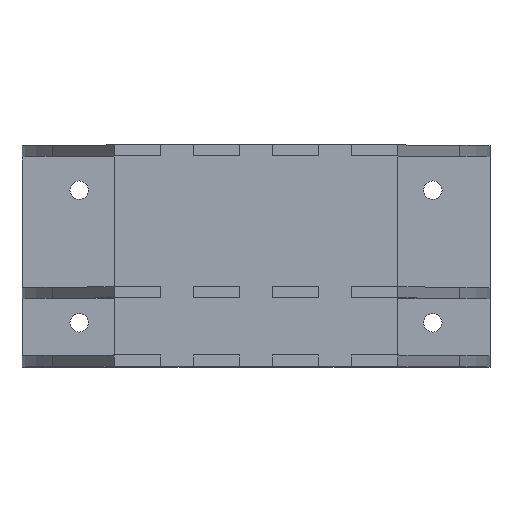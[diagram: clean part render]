
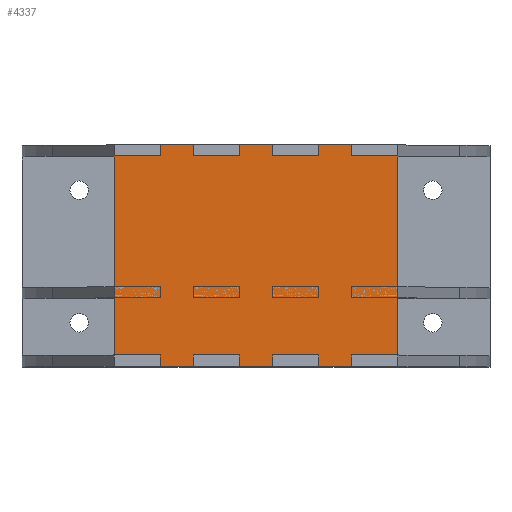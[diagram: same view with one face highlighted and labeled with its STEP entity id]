
A CAD part, top view. The second image highlights one B-rep face of the part: STEP entity #4337.
In plain terms, the highlighted planar face has unit normal (0, 0, 1).
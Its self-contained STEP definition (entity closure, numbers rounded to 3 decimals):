
#151=PLANE('',#4635);
#355=FACE_OUTER_BOUND('',#585,.T.);
#585=EDGE_LOOP('',(#3379,#3380,#3381,#3382,#3383,#3384,#3385,#3386,#3387,
#3388,#3389,#3390,#3391,#3392,#3393,#3394,#3395,#3396,#3397,#3398,#3399,
#3400,#3401,#3402,#3403,#3404,#3405,#3406));
#869=LINE('',#6223,#1449);
#873=LINE('',#6231,#1453);
#876=LINE('',#6237,#1456);
#879=LINE('',#6243,#1459);
#882=LINE('',#6249,#1462);
#885=LINE('',#6255,#1465);
#888=LINE('',#6261,#1468);
#891=LINE('',#6267,#1471);
#894=LINE('',#6273,#1474);
#897=LINE('',#6279,#1477);
#900=LINE('',#6285,#1480);
#903=LINE('',#6291,#1483);
#906=LINE('',#6297,#1486);
#909=LINE('',#6303,#1489);
#912=LINE('',#6309,#1492);
#915=LINE('',#6315,#1495);
#918=LINE('',#6321,#1498);
#921=LINE('',#6327,#1501);
#924=LINE('',#6333,#1504);
#927=LINE('',#6339,#1507);
#930=LINE('',#6345,#1510);
#933=LINE('',#6351,#1513);
#936=LINE('',#6357,#1516);
#939=LINE('',#6363,#1519);
#942=LINE('',#6369,#1522);
#945=LINE('',#6375,#1525);
#948=LINE('',#6381,#1528);
#951=LINE('',#6386,#1531);
#1449=VECTOR('',#5071,10.);
#1453=VECTOR('',#5077,10.);
#1456=VECTOR('',#5082,10.);
#1459=VECTOR('',#5087,10.);
#1462=VECTOR('',#5092,10.);
#1465=VECTOR('',#5097,10.);
#1468=VECTOR('',#5102,10.);
#1471=VECTOR('',#5107,10.);
#1474=VECTOR('',#5112,10.);
#1477=VECTOR('',#5117,10.);
#1480=VECTOR('',#5122,10.);
#1483=VECTOR('',#5127,10.);
#1486=VECTOR('',#5132,10.);
#1489=VECTOR('',#5137,10.);
#1492=VECTOR('',#5142,10.);
#1495=VECTOR('',#5147,10.);
#1498=VECTOR('',#5152,10.);
#1501=VECTOR('',#5157,10.);
#1504=VECTOR('',#5162,10.);
#1507=VECTOR('',#5167,10.);
#1510=VECTOR('',#5172,10.);
#1513=VECTOR('',#5177,10.);
#1516=VECTOR('',#5182,10.);
#1519=VECTOR('',#5187,10.);
#1522=VECTOR('',#5192,10.);
#1525=VECTOR('',#5197,10.);
#1528=VECTOR('',#5202,10.);
#1531=VECTOR('',#5207,10.);
#2043=VERTEX_POINT('',#6221);
#2044=VERTEX_POINT('',#6222);
#2047=VERTEX_POINT('',#6230);
#2049=VERTEX_POINT('',#6236);
#2051=VERTEX_POINT('',#6242);
#2053=VERTEX_POINT('',#6248);
#2055=VERTEX_POINT('',#6254);
#2057=VERTEX_POINT('',#6260);
#2059=VERTEX_POINT('',#6266);
#2061=VERTEX_POINT('',#6272);
#2063=VERTEX_POINT('',#6278);
#2065=VERTEX_POINT('',#6284);
#2067=VERTEX_POINT('',#6290);
#2069=VERTEX_POINT('',#6296);
#2071=VERTEX_POINT('',#6302);
#2073=VERTEX_POINT('',#6308);
#2075=VERTEX_POINT('',#6314);
#2077=VERTEX_POINT('',#6320);
#2079=VERTEX_POINT('',#6326);
#2081=VERTEX_POINT('',#6332);
#2083=VERTEX_POINT('',#6338);
#2085=VERTEX_POINT('',#6344);
#2087=VERTEX_POINT('',#6350);
#2089=VERTEX_POINT('',#6356);
#2091=VERTEX_POINT('',#6362);
#2093=VERTEX_POINT('',#6368);
#2095=VERTEX_POINT('',#6374);
#2097=VERTEX_POINT('',#6380);
#2505=EDGE_CURVE('',#2043,#2044,#869,.T.);
#2509=EDGE_CURVE('',#2047,#2044,#873,.T.);
#2512=EDGE_CURVE('',#2049,#2047,#876,.T.);
#2515=EDGE_CURVE('',#2051,#2049,#879,.T.);
#2518=EDGE_CURVE('',#2053,#2051,#882,.T.);
#2521=EDGE_CURVE('',#2053,#2055,#885,.T.);
#2524=EDGE_CURVE('',#2057,#2055,#888,.T.);
#2527=EDGE_CURVE('',#2059,#2057,#891,.T.);
#2530=EDGE_CURVE('',#2061,#2059,#894,.T.);
#2533=EDGE_CURVE('',#2061,#2063,#897,.T.);
#2536=EDGE_CURVE('',#2065,#2063,#900,.T.);
#2539=EDGE_CURVE('',#2067,#2065,#903,.T.);
#2542=EDGE_CURVE('',#2069,#2067,#906,.T.);
#2545=EDGE_CURVE('',#2069,#2071,#909,.T.);
#2548=EDGE_CURVE('',#2073,#2071,#912,.T.);
#2551=EDGE_CURVE('',#2075,#2073,#915,.T.);
#2554=EDGE_CURVE('',#2075,#2077,#918,.T.);
#2557=EDGE_CURVE('',#2077,#2079,#921,.T.);
#2560=EDGE_CURVE('',#2081,#2079,#924,.T.);
#2563=EDGE_CURVE('',#2081,#2083,#927,.T.);
#2566=EDGE_CURVE('',#2083,#2085,#930,.T.);
#2569=EDGE_CURVE('',#2085,#2087,#933,.T.);
#2572=EDGE_CURVE('',#2089,#2087,#936,.T.);
#2575=EDGE_CURVE('',#2089,#2091,#939,.T.);
#2578=EDGE_CURVE('',#2091,#2093,#942,.T.);
#2581=EDGE_CURVE('',#2095,#2093,#945,.T.);
#2584=EDGE_CURVE('',#2097,#2095,#948,.T.);
#2587=EDGE_CURVE('',#2043,#2097,#951,.T.);
#3379=ORIENTED_EDGE('',*,*,#2587,.F.);
#3380=ORIENTED_EDGE('',*,*,#2505,.T.);
#3381=ORIENTED_EDGE('',*,*,#2509,.F.);
#3382=ORIENTED_EDGE('',*,*,#2512,.F.);
#3383=ORIENTED_EDGE('',*,*,#2515,.F.);
#3384=ORIENTED_EDGE('',*,*,#2518,.F.);
#3385=ORIENTED_EDGE('',*,*,#2521,.T.);
#3386=ORIENTED_EDGE('',*,*,#2524,.F.);
#3387=ORIENTED_EDGE('',*,*,#2527,.F.);
#3388=ORIENTED_EDGE('',*,*,#2530,.F.);
#3389=ORIENTED_EDGE('',*,*,#2533,.T.);
#3390=ORIENTED_EDGE('',*,*,#2536,.F.);
#3391=ORIENTED_EDGE('',*,*,#2539,.F.);
#3392=ORIENTED_EDGE('',*,*,#2542,.F.);
#3393=ORIENTED_EDGE('',*,*,#2545,.T.);
#3394=ORIENTED_EDGE('',*,*,#2548,.F.);
#3395=ORIENTED_EDGE('',*,*,#2551,.F.);
#3396=ORIENTED_EDGE('',*,*,#2554,.T.);
#3397=ORIENTED_EDGE('',*,*,#2557,.T.);
#3398=ORIENTED_EDGE('',*,*,#2560,.F.);
#3399=ORIENTED_EDGE('',*,*,#2563,.T.);
#3400=ORIENTED_EDGE('',*,*,#2566,.T.);
#3401=ORIENTED_EDGE('',*,*,#2569,.T.);
#3402=ORIENTED_EDGE('',*,*,#2572,.F.);
#3403=ORIENTED_EDGE('',*,*,#2575,.T.);
#3404=ORIENTED_EDGE('',*,*,#2578,.T.);
#3405=ORIENTED_EDGE('',*,*,#2581,.F.);
#3406=ORIENTED_EDGE('',*,*,#2584,.F.);
#4337=ADVANCED_FACE('',(#355),#151,.T.);
#4635=AXIS2_PLACEMENT_3D('',#6388,#5209,#5210);
#5071=DIRECTION('',(1.,0.,0.));
#5077=DIRECTION('',(0.,-1.,0.));
#5082=DIRECTION('',(1.,0.,0.));
#5087=DIRECTION('',(0.,-1.,0.));
#5092=DIRECTION('',(1.,0.,0.));
#5097=DIRECTION('',(0.,-1.,0.));
#5102=DIRECTION('',(1.,0.,0.));
#5107=DIRECTION('',(0.,-1.,0.));
#5112=DIRECTION('',(1.,0.,0.));
#5117=DIRECTION('',(0.,-1.,0.));
#5122=DIRECTION('',(1.,0.,0.));
#5127=DIRECTION('',(0.,-1.,0.));
#5132=DIRECTION('',(1.,0.,0.));
#5137=DIRECTION('',(0.,-1.,0.));
#5142=DIRECTION('',(1.,0.,0.));
#5147=DIRECTION('',(0.,1.,0.));
#5152=DIRECTION('',(1.,0.,0.));
#5157=DIRECTION('',(0.,-1.,0.));
#5162=DIRECTION('',(-1.,0.,0.));
#5167=DIRECTION('',(0.,1.,0.));
#5172=DIRECTION('',(1.,0.,0.));
#5177=DIRECTION('',(0.,-1.,0.));
#5182=DIRECTION('',(-1.,0.,0.));
#5187=DIRECTION('',(0.,1.,0.));
#5192=DIRECTION('',(1.,0.,0.));
#5197=DIRECTION('',(0.,1.,0.));
#5202=DIRECTION('',(-1.,0.,0.));
#5207=DIRECTION('',(0.,-1.,0.));
#5209=DIRECTION('center_axis',(0.,0.,1.));
#5210=DIRECTION('ref_axis',(1.,0.,0.));
#6221=CARTESIAN_POINT('',(26.,-54.,66.));
#6222=CARTESIAN_POINT('',(38.5,-54.,66.));
#6223=CARTESIAN_POINT('',(26.,-54.,66.));
#6230=CARTESIAN_POINT('',(38.5,0.,66.));
#6231=CARTESIAN_POINT('',(38.5,3.,66.));
#6236=CARTESIAN_POINT('',(26.,0.,66.));
#6237=CARTESIAN_POINT('',(26.,0.,66.));
#6242=CARTESIAN_POINT('',(26.,3.,66.));
#6243=CARTESIAN_POINT('',(26.,3.,66.));
#6248=CARTESIAN_POINT('',(17.,3.,66.));
#6249=CARTESIAN_POINT('',(-38.5,3.,66.));
#6254=CARTESIAN_POINT('',(17.,0.,66.));
#6255=CARTESIAN_POINT('',(17.,3.,66.));
#6260=CARTESIAN_POINT('',(4.5,0.,66.));
#6261=CARTESIAN_POINT('',(4.5,0.,66.));
#6266=CARTESIAN_POINT('',(4.5,3.,66.));
#6267=CARTESIAN_POINT('',(4.5,3.,66.));
#6272=CARTESIAN_POINT('',(-4.5,3.,66.));
#6273=CARTESIAN_POINT('',(-38.5,3.,66.));
#6278=CARTESIAN_POINT('',(-4.5,0.,66.));
#6279=CARTESIAN_POINT('',(-4.5,3.,66.));
#6284=CARTESIAN_POINT('',(-17.,0.,66.));
#6285=CARTESIAN_POINT('',(-17.,0.,66.));
#6290=CARTESIAN_POINT('',(-17.,3.,66.));
#6291=CARTESIAN_POINT('',(-17.,3.,66.));
#6296=CARTESIAN_POINT('',(-26.,3.,66.));
#6297=CARTESIAN_POINT('',(-38.5,3.,66.));
#6302=CARTESIAN_POINT('',(-26.,0.,66.));
#6303=CARTESIAN_POINT('',(-26.,3.,66.));
#6308=CARTESIAN_POINT('',(-38.5,0.,66.));
#6309=CARTESIAN_POINT('',(-38.5,0.,66.));
#6314=CARTESIAN_POINT('',(-38.5,-54.,66.));
#6315=CARTESIAN_POINT('',(-38.5,-57.,66.));
#6320=CARTESIAN_POINT('',(-26.,-54.,66.));
#6321=CARTESIAN_POINT('',(-38.5,-54.,66.));
#6326=CARTESIAN_POINT('',(-26.,-57.,66.));
#6327=CARTESIAN_POINT('',(-26.,-54.,66.));
#6332=CARTESIAN_POINT('',(-17.,-57.,66.));
#6333=CARTESIAN_POINT('',(38.5,-57.,66.));
#6338=CARTESIAN_POINT('',(-17.,-54.,66.));
#6339=CARTESIAN_POINT('',(-17.,-57.,66.));
#6344=CARTESIAN_POINT('',(-4.5,-54.,66.));
#6345=CARTESIAN_POINT('',(-17.,-54.,66.));
#6350=CARTESIAN_POINT('',(-4.5,-57.,66.));
#6351=CARTESIAN_POINT('',(-4.5,-54.,66.));
#6356=CARTESIAN_POINT('',(4.5,-57.,66.));
#6357=CARTESIAN_POINT('',(38.5,-57.,66.));
#6362=CARTESIAN_POINT('',(4.5,-54.,66.));
#6363=CARTESIAN_POINT('',(4.5,-57.,66.));
#6368=CARTESIAN_POINT('',(17.,-54.,66.));
#6369=CARTESIAN_POINT('',(4.5,-54.,66.));
#6374=CARTESIAN_POINT('',(17.,-57.,66.));
#6375=CARTESIAN_POINT('',(17.,-57.,66.));
#6380=CARTESIAN_POINT('',(26.,-57.,66.));
#6381=CARTESIAN_POINT('',(38.5,-57.,66.));
#6386=CARTESIAN_POINT('',(26.,-54.,66.));
#6388=CARTESIAN_POINT('Origin',(0.,-27.,66.));
